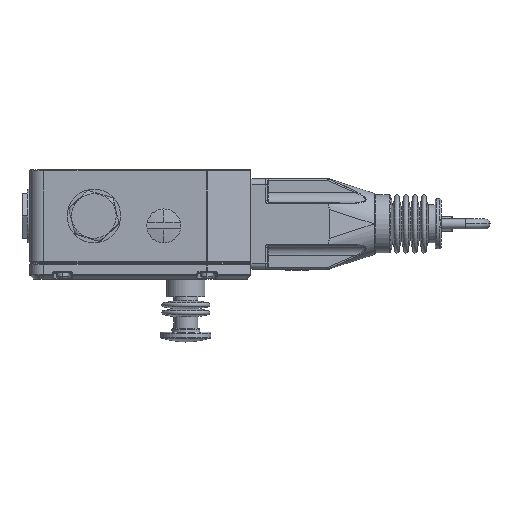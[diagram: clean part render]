
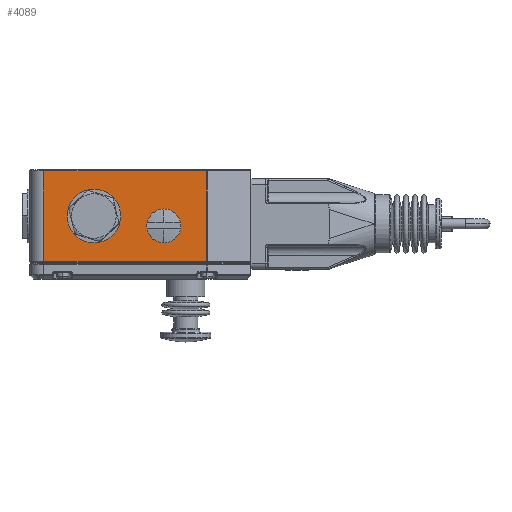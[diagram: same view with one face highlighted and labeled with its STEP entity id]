
A CAD part, left-side view. The second image highlights one B-rep face of the part: STEP entity #4089.
In plain terms, the highlighted planar face has unit normal (-1, 0, 0).
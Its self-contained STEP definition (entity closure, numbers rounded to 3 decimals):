
#471 = VERTEX_POINT ( 'NONE', #27104 ) ;
#1657 = CIRCLE ( 'NONE', #9465, 8.5 ) ;
#2115 = DIRECTION ( 'NONE',  ( 0., 0., -1. ) ) ;
#2471 = VERTEX_POINT ( 'NONE', #7415 ) ;
#2806 = VERTEX_POINT ( 'NONE', #12936 ) ;
#2904 = CARTESIAN_POINT ( 'NONE',  ( -33.5, 103.5, -18.634 ) ) ;
#2989 = CARTESIAN_POINT ( 'NONE',  ( -33.5, 22.137, 26.5 ) ) ;
#3087 = ORIENTED_EDGE ( 'NONE', *, *, #26471, .F. ) ;
#3244 = FACE_BOUND ( 'NONE', #27248, .T. ) ;
#4089 = ADVANCED_FACE ( 'NONE', ( #3244, #4607, #20621 ), #19224, .F. ) ;
#4475 = DIRECTION ( 'NONE',  ( -1., 0., 0. ) ) ;
#4607 = FACE_OUTER_BOUND ( 'NONE', #12807, .T. ) ;
#4812 = DIRECTION ( 'NONE',  ( -1., 0., 0. ) ) ;
#4995 = CARTESIAN_POINT ( 'NONE',  ( -33.5, 22.137, 27. ) ) ;
#5033 = VECTOR ( 'NONE', #2115, 1000. ) ;
#5073 = VECTOR ( 'NONE', #20362, 1000. ) ;
#5902 = CIRCLE ( 'NONE', #24500, 8.5 ) ;
#6193 = CIRCLE ( 'NONE', #16423, 13.4 ) ;
#6570 = CARTESIAN_POINT ( 'NONE',  ( -33.5, 78.5, 4. ) ) ;
#6789 = ORIENTED_EDGE ( 'NONE', *, *, #12665, .T. ) ;
#6844 = EDGE_LOOP ( 'NONE', ( #3087, #9894 ) ) ;
#6994 = VERTEX_POINT ( 'NONE', #15837 ) ;
#7092 = DIRECTION ( 'NONE',  ( 0., 0., 1. ) ) ;
#7415 = CARTESIAN_POINT ( 'NONE',  ( -33.5, 78.5, 17.4 ) ) ;
#7928 = ORIENTED_EDGE ( 'NONE', *, *, #27193, .T. ) ;
#8473 = CIRCLE ( 'NONE', #13519, 13.4 ) ;
#8726 = ORIENTED_EDGE ( 'NONE', *, *, #17155, .T. ) ;
#8755 = CARTESIAN_POINT ( 'NONE',  ( -33.5, 110.5, 26.5 ) ) ;
#8785 = DIRECTION ( 'NONE',  ( 0., 0., -1. ) ) ;
#9465 = AXIS2_PLACEMENT_3D ( 'NONE', #17560, #4475, #19746 ) ;
#9634 = EDGE_CURVE ( 'NONE', #471, #2806, #5902, .T. ) ;
#9894 = ORIENTED_EDGE ( 'NONE', *, *, #27277, .F. ) ;
#10076 = CARTESIAN_POINT ( 'NONE',  ( -33.5, 78.5, 4. ) ) ;
#10275 = VERTEX_POINT ( 'NONE', #2989 ) ;
#12157 = VECTOR ( 'NONE', #7092, 1000. ) ;
#12252 = DIRECTION ( 'NONE',  ( 0., 0., -1. ) ) ;
#12665 = EDGE_CURVE ( 'NONE', #14507, #10275, #23717, .T. ) ;
#12684 = CARTESIAN_POINT ( 'NONE',  ( -33.5, 78.5, -9.4 ) ) ;
#12697 = VERTEX_POINT ( 'NONE', #2904 ) ;
#12807 = EDGE_LOOP ( 'NONE', ( #6789, #26917, #8726, #7928 ) ) ;
#12824 = DIRECTION ( 'NONE',  ( 1., 0., 0. ) ) ;
#12936 = CARTESIAN_POINT ( 'NONE',  ( -33.5, 43.5, 7.5 ) ) ;
#13519 = AXIS2_PLACEMENT_3D ( 'NONE', #10076, #25294, #12252 ) ;
#14399 = ORIENTED_EDGE ( 'NONE', *, *, #15774, .F. ) ;
#14507 = VERTEX_POINT ( 'NONE', #19390 ) ;
#15774 = EDGE_CURVE ( 'NONE', #2806, #471, #1657, .T. ) ;
#15837 = CARTESIAN_POINT ( 'NONE',  ( -33.5, 103.5, 26.5 ) ) ;
#16423 = AXIS2_PLACEMENT_3D ( 'NONE', #6570, #21820, #8785 ) ;
#16707 = LINE ( 'NONE', #26882, #5073 ) ;
#17155 = EDGE_CURVE ( 'NONE', #6994, #12697, #27482, .T. ) ;
#17560 = CARTESIAN_POINT ( 'NONE',  ( -33.5, 43.5, -1. ) ) ;
#17812 = EDGE_CURVE ( 'NONE', #10275, #6994, #27071, .T. ) ;
#17884 = CARTESIAN_POINT ( 'NONE',  ( -33.5, 43.5, -1. ) ) ;
#18661 = VERTEX_POINT ( 'NONE', #12684 ) ;
#19198 = ORIENTED_EDGE ( 'NONE', *, *, #9634, .F. ) ;
#19224 = PLANE ( 'NONE',  #26165 ) ;
#19390 = CARTESIAN_POINT ( 'NONE',  ( -33.5, 22.137, -18.634 ) ) ;
#19746 = DIRECTION ( 'NONE',  ( 0., 0., -1. ) ) ;
#20069 = DIRECTION ( 'NONE',  ( 0., 0., -1. ) ) ;
#20362 = DIRECTION ( 'NONE',  ( 0., -1., 0. ) ) ;
#20621 = FACE_BOUND ( 'NONE', #6844, .T. ) ;
#21326 = VECTOR ( 'NONE', #23924, 1000. ) ;
#21820 = DIRECTION ( 'NONE',  ( -1., 0., 0. ) ) ;
#23717 = LINE ( 'NONE', #4995, #12157 ) ;
#23924 = DIRECTION ( 'NONE',  ( 0., 1., 0. ) ) ;
#24500 = AXIS2_PLACEMENT_3D ( 'NONE', #17884, #4812, #20069 ) ;
#25294 = DIRECTION ( 'NONE',  ( -1., 0., 0. ) ) ;
#25712 = CARTESIAN_POINT ( 'NONE',  ( -33.5, 103.5, 27. ) ) ;
#25847 = CARTESIAN_POINT ( 'NONE',  ( -33.5, 110.5, 27. ) ) ;
#26165 = AXIS2_PLACEMENT_3D ( 'NONE', #25847, #12824, #28030 ) ;
#26471 = EDGE_CURVE ( 'NONE', #18661, #2471, #6193, .T. ) ;
#26882 = CARTESIAN_POINT ( 'NONE',  ( -33.5, 110.5, -18.634 ) ) ;
#26917 = ORIENTED_EDGE ( 'NONE', *, *, #17812, .T. ) ;
#27071 = LINE ( 'NONE', #8755, #21326 ) ;
#27104 = CARTESIAN_POINT ( 'NONE',  ( -33.5, 43.5, -9.5 ) ) ;
#27193 = EDGE_CURVE ( 'NONE', #12697, #14507, #16707, .T. ) ;
#27248 = EDGE_LOOP ( 'NONE', ( #19198, #14399 ) ) ;
#27277 = EDGE_CURVE ( 'NONE', #2471, #18661, #8473, .T. ) ;
#27482 = LINE ( 'NONE', #25712, #5033 ) ;
#28030 = DIRECTION ( 'NONE',  ( 0., 0., -1. ) ) ;
